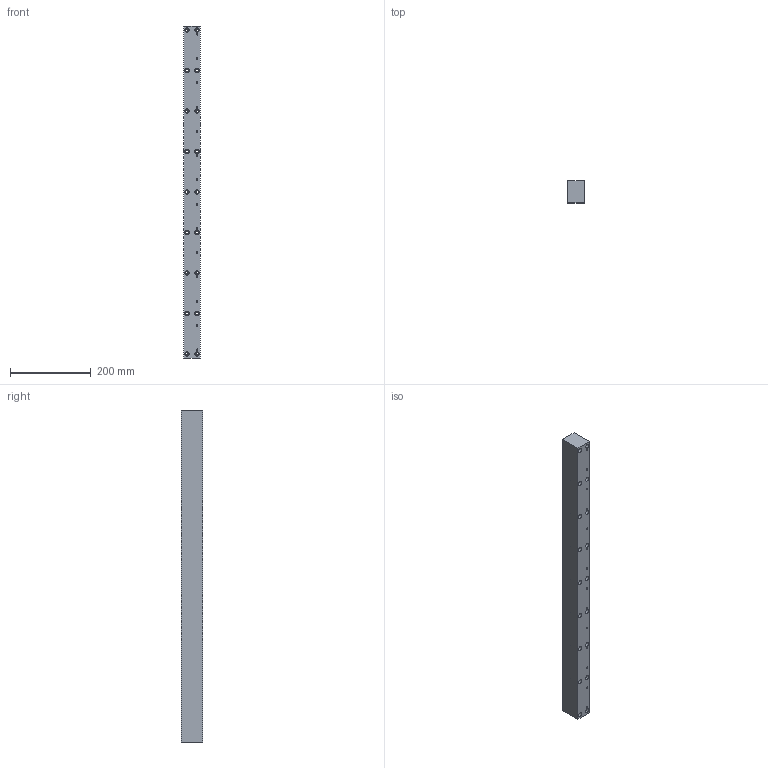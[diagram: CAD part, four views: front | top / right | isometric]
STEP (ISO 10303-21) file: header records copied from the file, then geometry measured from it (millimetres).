
FILE_DESCRIPTION(('FreeCAD Model'),'2;1');
FILE_NAME('Open CASCADE Shape Model','2023-12-13T21:08:57',(''),(''), 'Open CASCADE STEP processor 7.6','FreeCAD','Unknown');
FILE_SCHEMA(('AUTOMOTIVE_DESIGN { 1 0 10303 214 1 1 1 1 }'));
Length unit declared in the file: millimetre
Products named in the file (1): Rail Support Right001
Bounding box: 40 x 53.5 x 820 mm (x, y, z)
Volume: 1689511.4 mm3; surface area: 185930.3 mm2
Topology: 1 solids, 1 shells, 88 faces, 190 edges, 122 vertices
Faces by surface type: cylinder 50, plane 24, cone 14
Full cylindrical faces by diameter (mm): 4.5 x14, 6.6 x18, 11 x18
Entity records: 2448 total; most frequent: DIRECTION 454, CARTESIAN_POINT 387, ORIENTED_EDGE 352, AXIS2_PLACEMENT_3D 189, EDGE_CURVE 176, FACE_BOUND 156, EDGE_LOOP 156, VERTEX_POINT 122
